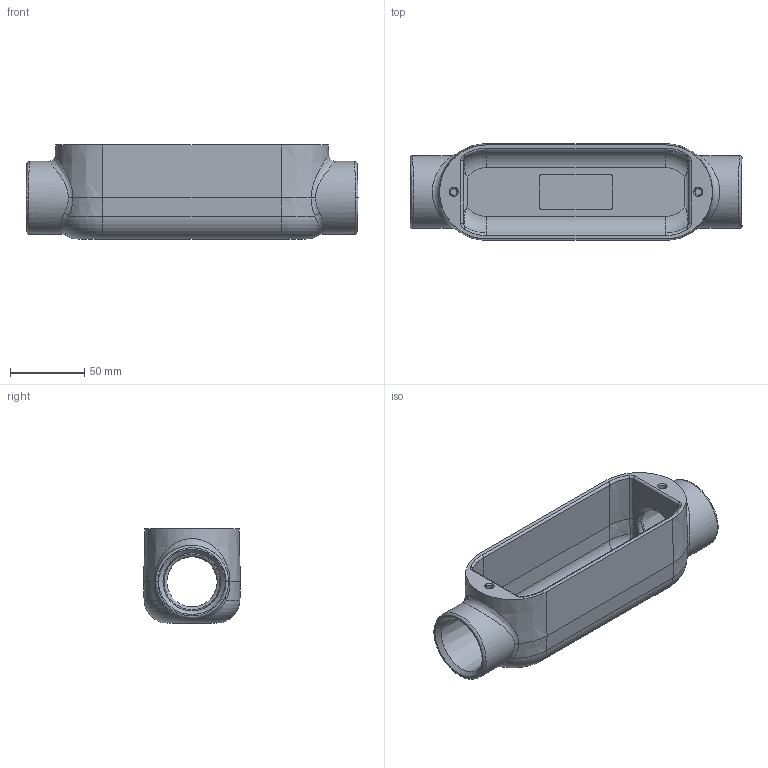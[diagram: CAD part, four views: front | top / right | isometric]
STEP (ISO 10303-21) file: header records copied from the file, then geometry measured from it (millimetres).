
FILE_DESCRIPTION(/* description */ (''),/* implementation_level */ '2;1');
FILE_NAME(/* name */ 'KIL_OC-4.stp',/* time_stamp */ '2019-11-21T12:09:09+06:00',/* author */ ('mashraf'),/* organization */ (''),/* preprocessor_version */ 'ST-DEVELOPER v16.13',/* originating_system */ 'Autodesk Inventor 2018',/* authorisation */ '');
FILE_SCHEMA (('AUTOMOTIVE_DESIGN { 1 0 10303 214 3 1 1 }'));
Length unit declared in the file: inch
Products named in the file (1): 18224-1
Bounding box: 224.12 x 65.37 x 63.5 mm (x, y, z)
Volume: 182137.1 mm3; surface area: 80353.5 mm2
Topology: 1 solids, 1 shells, 123 faces, 292 edges, 168 vertices
Faces by surface type: bspline 36, plane 31, cylinder 22, cone 22, torus 12
Full cylindrical faces by diameter (mm): 33.884 x2, 49.225 x2
Entity records: 7161 total; most frequent: CARTESIAN_POINT 4519, ORIENTED_EDGE 532, DIRECTION 510, EDGE_CURVE 266, AXIS2_PLACEMENT_3D 214, VERTEX_POINT 160, EDGE_LOOP 142, FACE_OUTER_BOUND 123
